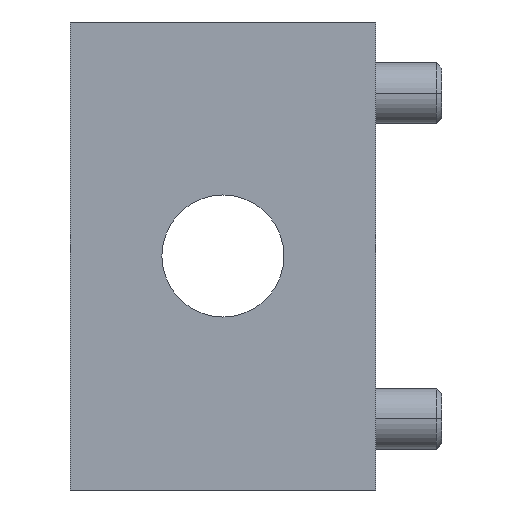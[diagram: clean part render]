
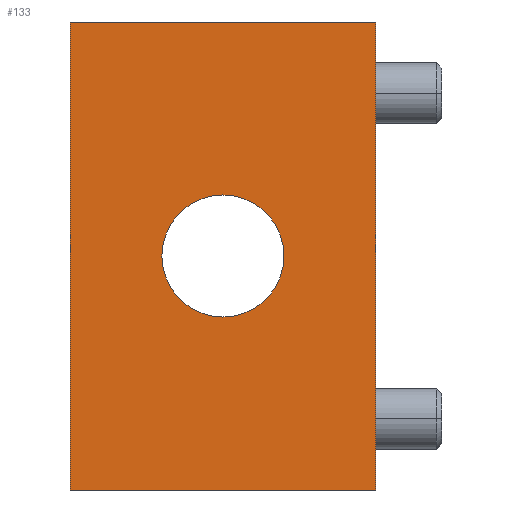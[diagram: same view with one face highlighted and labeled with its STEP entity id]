
A CAD part, left-side view. The second image highlights one B-rep face of the part: STEP entity #133.
In plain terms, the highlighted planar face has unit normal (-1, 0, 0).
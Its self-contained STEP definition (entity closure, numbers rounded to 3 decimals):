
#133=ADVANCED_FACE('',(#271,#272),#273,.F.);
#271=FACE_BOUND('',#525,.T.);
#272=FACE_OUTER_BOUND('',#526,.T.);
#273=PLANE('',#527);
#525=EDGE_LOOP('',(#868,#869));
#526=EDGE_LOOP('',(#870,#871,#872,#873));
#527=AXIS2_PLACEMENT_3D('',#874,#875,#876);
#868=ORIENTED_EDGE('',*,*,#1632,.T.);
#869=ORIENTED_EDGE('',*,*,#1607,.T.);
#870=ORIENTED_EDGE('',*,*,#1646,.T.);
#871=ORIENTED_EDGE('',*,*,#1642,.F.);
#872=ORIENTED_EDGE('',*,*,#1644,.F.);
#873=ORIENTED_EDGE('',*,*,#1638,.F.);
#874=CARTESIAN_POINT('',(-43.0,0.0,0.0));
#875=DIRECTION('',(1.0,0.0,0.0));
#876=DIRECTION('',(0.0,0.0,-1.0));
#1607=EDGE_CURVE('',#1869,#1873,#1875,.T.);
#1632=EDGE_CURVE('',#1873,#1869,#1916,.T.);
#1638=EDGE_CURVE('',#1923,#1925,#1926,.T.);
#1642=EDGE_CURVE('',#1931,#1933,#1934,.T.);
#1644=EDGE_CURVE('',#1925,#1931,#1936,.T.);
#1646=EDGE_CURVE('',#1923,#1933,#1938,.T.);
#1869=VERTEX_POINT('',#2303);
#1873=VERTEX_POINT('',#2308);
#1875=CIRCLE('',#2311,6.0);
#1916=CIRCLE('',#2360,6.0);
#1923=VERTEX_POINT('',#2368);
#1925=VERTEX_POINT('',#2371);
#1926=LINE('',#2372,#2373);
#1931=VERTEX_POINT('',#2380);
#1933=VERTEX_POINT('',#2383);
#1934=LINE('',#2384,#2385);
#1936=LINE('',#2388,#2389);
#1938=LINE('',#2392,#2393);
#2303=CARTESIAN_POINT('',(-43.0,0.,-6.0));
#2308=CARTESIAN_POINT('',(-43.0,0.,6.0));
#2311=AXIS2_PLACEMENT_3D('',#2881,#2882,#2883);
#2360=AXIS2_PLACEMENT_3D('',#2940,#2941,#2942);
#2368=CARTESIAN_POINT('',(-43.0,15.0,23.0));
#2371=CARTESIAN_POINT('',(-43.0,-15.0,23.0));
#2372=CARTESIAN_POINT('',(-43.0,0.0,23.0));
#2373=VECTOR('',#2954,1.0);
#2380=CARTESIAN_POINT('',(-43.0,-15.0,-23.0));
#2383=CARTESIAN_POINT('',(-43.0,15.0,-23.0));
#2384=CARTESIAN_POINT('',(-43.0,0.0,-23.0));
#2385=VECTOR('',#2958,1.0);
#2388=CARTESIAN_POINT('',(-43.0,-15.0,0.0));
#2389=VECTOR('',#2960,1.0);
#2392=CARTESIAN_POINT('',(-43.0,15.0,0.0));
#2393=VECTOR('',#2962,1.0);
#2881=CARTESIAN_POINT('',(-43.0,0.0,0.0));
#2882=DIRECTION('',(1.0,0.0,0.0));
#2883=DIRECTION('',(0.0,0.0,-1.0));
#2940=CARTESIAN_POINT('',(-43.0,0.0,0.0));
#2941=DIRECTION('',(1.0,0.0,0.0));
#2942=DIRECTION('',(0.0,0.0,-1.0));
#2954=DIRECTION('',(0.0,-1.0,0.0));
#2958=DIRECTION('',(0.0,1.0,0.0));
#2960=DIRECTION('',(0.0,0.0,-1.0));
#2962=DIRECTION('',(0.0,0.0,-1.0));
